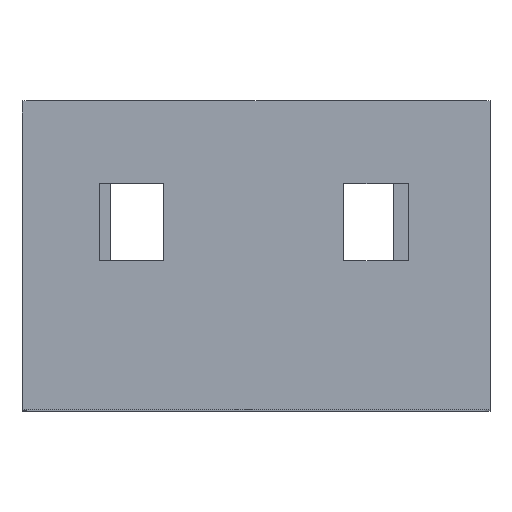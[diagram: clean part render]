
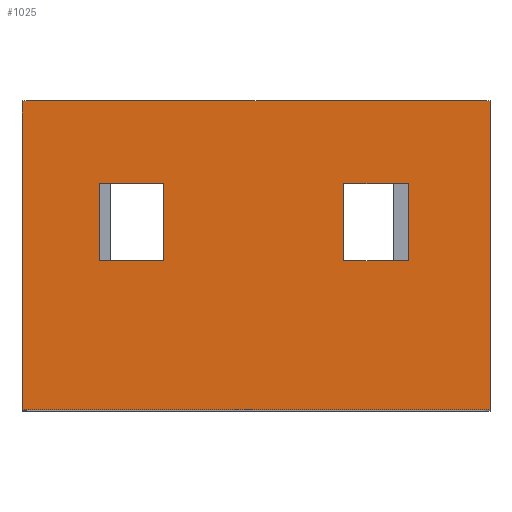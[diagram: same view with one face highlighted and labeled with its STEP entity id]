
A CAD part, top view. The second image highlights one B-rep face of the part: STEP entity #1025.
In plain terms, the highlighted planar face has unit normal (0, 0, 1).
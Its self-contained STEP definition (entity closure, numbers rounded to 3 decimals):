
#37=FACE_BOUND('',#147,.T.);
#38=FACE_BOUND('',#148,.T.);
#85=FACE_OUTER_BOUND('',#146,.T.);
#146=EDGE_LOOP('',(#911,#912,#913,#914));
#147=EDGE_LOOP('',(#915,#916,#917,#918));
#148=EDGE_LOOP('',(#919,#920,#921,#922));
#153=LINE('',#1339,#291);
#156=LINE('',#1345,#294);
#159=LINE('',#1351,#297);
#162=LINE('',#1355,#300);
#165=LINE('',#1363,#303);
#168=LINE('',#1369,#306);
#171=LINE('',#1375,#309);
#174=LINE('',#1379,#312);
#235=LINE('',#1505,#373);
#280=LINE('',#1593,#418);
#284=LINE('',#1600,#422);
#288=LINE('',#1607,#426);
#291=VECTOR('',#1103,10.);
#294=VECTOR('',#1108,10.);
#297=VECTOR('',#1113,10.);
#300=VECTOR('',#1118,10.);
#303=VECTOR('',#1123,10.);
#306=VECTOR('',#1128,10.);
#309=VECTOR('',#1133,10.);
#312=VECTOR('',#1138,10.);
#373=VECTOR('',#1239,10.);
#418=VECTOR('',#1314,10.);
#422=VECTOR('',#1320,10.);
#426=VECTOR('',#1328,10.);
#429=VERTEX_POINT('',#1336);
#430=VERTEX_POINT('',#1338);
#432=VERTEX_POINT('',#1344);
#434=VERTEX_POINT('',#1350);
#437=VERTEX_POINT('',#1360);
#438=VERTEX_POINT('',#1362);
#440=VERTEX_POINT('',#1368);
#442=VERTEX_POINT('',#1374);
#486=VERTEX_POINT('',#1502);
#487=VERTEX_POINT('',#1504);
#515=VERTEX_POINT('',#1592);
#517=VERTEX_POINT('',#1599);
#521=EDGE_CURVE('',#430,#429,#153,.T.);
#524=EDGE_CURVE('',#432,#430,#156,.T.);
#527=EDGE_CURVE('',#434,#432,#159,.T.);
#530=EDGE_CURVE('',#429,#434,#162,.T.);
#533=EDGE_CURVE('',#438,#437,#165,.T.);
#536=EDGE_CURVE('',#440,#438,#168,.T.);
#539=EDGE_CURVE('',#442,#440,#171,.T.);
#542=EDGE_CURVE('',#437,#442,#174,.T.);
#603=EDGE_CURVE('',#486,#487,#235,.T.);
#648=EDGE_CURVE('',#515,#487,#280,.T.);
#652=EDGE_CURVE('',#517,#515,#284,.T.);
#656=EDGE_CURVE('',#517,#486,#288,.T.);
#911=ORIENTED_EDGE('',*,*,#652,.T.);
#912=ORIENTED_EDGE('',*,*,#648,.T.);
#913=ORIENTED_EDGE('',*,*,#603,.F.);
#914=ORIENTED_EDGE('',*,*,#656,.F.);
#915=ORIENTED_EDGE('',*,*,#527,.T.);
#916=ORIENTED_EDGE('',*,*,#524,.T.);
#917=ORIENTED_EDGE('',*,*,#521,.T.);
#918=ORIENTED_EDGE('',*,*,#530,.T.);
#919=ORIENTED_EDGE('',*,*,#539,.T.);
#920=ORIENTED_EDGE('',*,*,#536,.T.);
#921=ORIENTED_EDGE('',*,*,#533,.T.);
#922=ORIENTED_EDGE('',*,*,#542,.T.);
#978=PLANE('',#1095);
#1025=ADVANCED_FACE('',(#85,#37,#38),#978,.T.);
#1095=AXIS2_PLACEMENT_3D('',#1606,#1326,#1327);
#1103=DIRECTION('',(0.,1.,0.));
#1108=DIRECTION('',(-1.,0.,0.));
#1113=DIRECTION('',(0.,-1.,0.));
#1118=DIRECTION('',(1.,0.,0.));
#1123=DIRECTION('',(0.,1.,0.));
#1128=DIRECTION('',(-1.,0.,0.));
#1133=DIRECTION('',(0.,-1.,0.));
#1138=DIRECTION('',(1.,0.,0.));
#1239=DIRECTION('',(0.,-1.,0.));
#1314=DIRECTION('',(1.,0.,0.));
#1320=DIRECTION('',(0.,-1.,0.));
#1326=DIRECTION('center_axis',(0.,0.,1.));
#1327=DIRECTION('ref_axis',(0.,-1.,0.));
#1328=DIRECTION('',(1.,0.,0.));
#1336=CARTESIAN_POINT('',(125.,87.903,119.914));
#1338=CARTESIAN_POINT('',(125.,57.903,119.914));
#1339=CARTESIAN_POINT('',(125.,88.952,119.914));
#1344=CARTESIAN_POINT('',(150.,57.903,119.914));
#1345=CARTESIAN_POINT('',(75.,57.903,119.914));
#1350=CARTESIAN_POINT('',(150.,87.903,119.914));
#1351=CARTESIAN_POINT('',(150.,103.952,119.914));
#1355=CARTESIAN_POINT('',(62.5,87.903,119.914));
#1360=CARTESIAN_POINT('',(30.,87.903,119.914));
#1362=CARTESIAN_POINT('',(30.,57.903,119.914));
#1363=CARTESIAN_POINT('',(30.,88.952,119.914));
#1368=CARTESIAN_POINT('',(55.,57.903,119.914));
#1369=CARTESIAN_POINT('',(27.5,57.903,119.914));
#1374=CARTESIAN_POINT('',(55.,87.903,119.914));
#1375=CARTESIAN_POINT('',(55.,103.952,119.914));
#1379=CARTESIAN_POINT('',(15.,87.903,119.914));
#1502=CARTESIAN_POINT('',(181.75,120.,119.914));
#1504=CARTESIAN_POINT('',(181.75,0.,119.914));
#1505=CARTESIAN_POINT('',(181.75,120.,119.914));
#1592=CARTESIAN_POINT('',(0.,0.,119.914));
#1593=CARTESIAN_POINT('',(0.,0.,119.914));
#1599=CARTESIAN_POINT('',(0.,120.,119.914));
#1600=CARTESIAN_POINT('',(0.,120.,119.914));
#1606=CARTESIAN_POINT('Origin',(0.,120.,119.914));
#1607=CARTESIAN_POINT('',(0.,120.,119.914));
